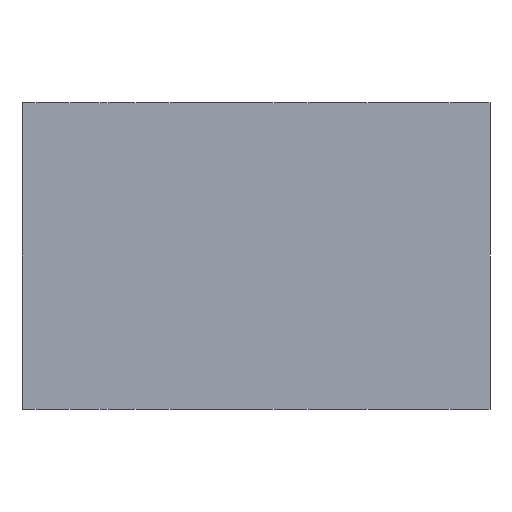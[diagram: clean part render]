
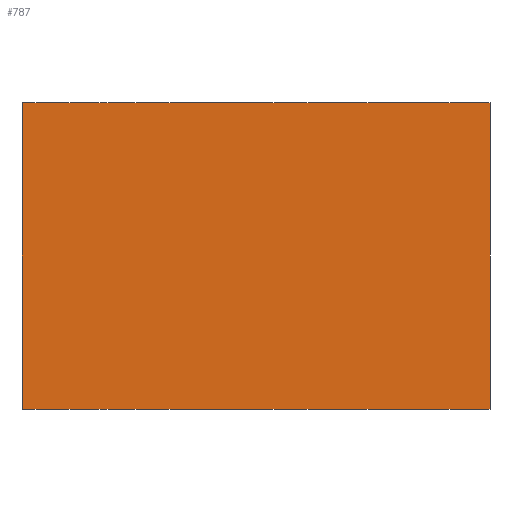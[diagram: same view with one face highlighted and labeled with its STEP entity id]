
A CAD part, front view. The second image highlights one B-rep face of the part: STEP entity #787.
In plain terms, the highlighted planar face has unit normal (0, -1, 0).
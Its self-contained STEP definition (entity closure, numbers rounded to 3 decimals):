
#23 = CARTESIAN_POINT ( 'NONE',  ( -61., 0., -40. ) ) ;
#72 = PLANE ( 'NONE',  #830 ) ;
#129 = DIRECTION ( 'NONE',  ( 1., 0., 0. ) ) ;
#280 = EDGE_CURVE ( 'NONE', #1710, #643, #1387, .T. ) ;
#439 = CARTESIAN_POINT ( 'NONE',  ( -61., 0., 40. ) ) ;
#467 = VERTEX_POINT ( 'NONE', #1360 ) ;
#501 = CARTESIAN_POINT ( 'NONE',  ( -61., 0., 40. ) ) ;
#527 = CARTESIAN_POINT ( 'NONE',  ( -61., 0., -40. ) ) ;
#533 = EDGE_LOOP ( 'NONE', ( #1402, #930, #1785, #989 ) ) ;
#629 = DIRECTION ( 'NONE',  ( -1., 0., 0. ) ) ;
#643 = VERTEX_POINT ( 'NONE', #1480 ) ;
#653 = VERTEX_POINT ( 'NONE', #23 ) ;
#707 = LINE ( 'NONE', #439, #1778 ) ;
#752 = DIRECTION ( 'NONE',  ( 0., 1., 0. ) ) ;
#768 = CARTESIAN_POINT ( 'NONE',  ( -61., 0., 40. ) ) ;
#775 = LINE ( 'NONE', #527, #806 ) ;
#787 = ADVANCED_FACE ( 'NONE', ( #1581 ), #72, .F. ) ;
#806 = VECTOR ( 'NONE', #809, 1000. ) ;
#809 = DIRECTION ( 'NONE',  ( 1., 0., 0. ) ) ;
#830 = AXIS2_PLACEMENT_3D ( 'NONE', #768, #752, #629 ) ;
#850 = DIRECTION ( 'NONE',  ( 0., 0., -1. ) ) ;
#930 = ORIENTED_EDGE ( 'NONE', *, *, #280, .F. ) ;
#983 = LINE ( 'NONE', #501, #1165 ) ;
#989 = ORIENTED_EDGE ( 'NONE', *, *, #1152, .T. ) ;
#1096 = VECTOR ( 'NONE', #850, 1000. ) ;
#1152 = EDGE_CURVE ( 'NONE', #467, #653, #983, .T. ) ;
#1165 = VECTOR ( 'NONE', #1728, 1000. ) ;
#1196 = CARTESIAN_POINT ( 'NONE',  ( 61., 0., 40. ) ) ;
#1360 = CARTESIAN_POINT ( 'NONE',  ( -61., 0., 40. ) ) ;
#1387 = LINE ( 'NONE', #1811, #1096 ) ;
#1395 = EDGE_CURVE ( 'NONE', #653, #643, #775, .T. ) ;
#1402 = ORIENTED_EDGE ( 'NONE', *, *, #1395, .T. ) ;
#1459 = EDGE_CURVE ( 'NONE', #467, #1710, #707, .T. ) ;
#1480 = CARTESIAN_POINT ( 'NONE',  ( 61., 0., -40. ) ) ;
#1581 = FACE_OUTER_BOUND ( 'NONE', #533, .T. ) ;
#1710 = VERTEX_POINT ( 'NONE', #1196 ) ;
#1728 = DIRECTION ( 'NONE',  ( 0., 0., -1. ) ) ;
#1778 = VECTOR ( 'NONE', #129, 1000. ) ;
#1785 = ORIENTED_EDGE ( 'NONE', *, *, #1459, .F. ) ;
#1811 = CARTESIAN_POINT ( 'NONE',  ( 61., 0., 40. ) ) ;
